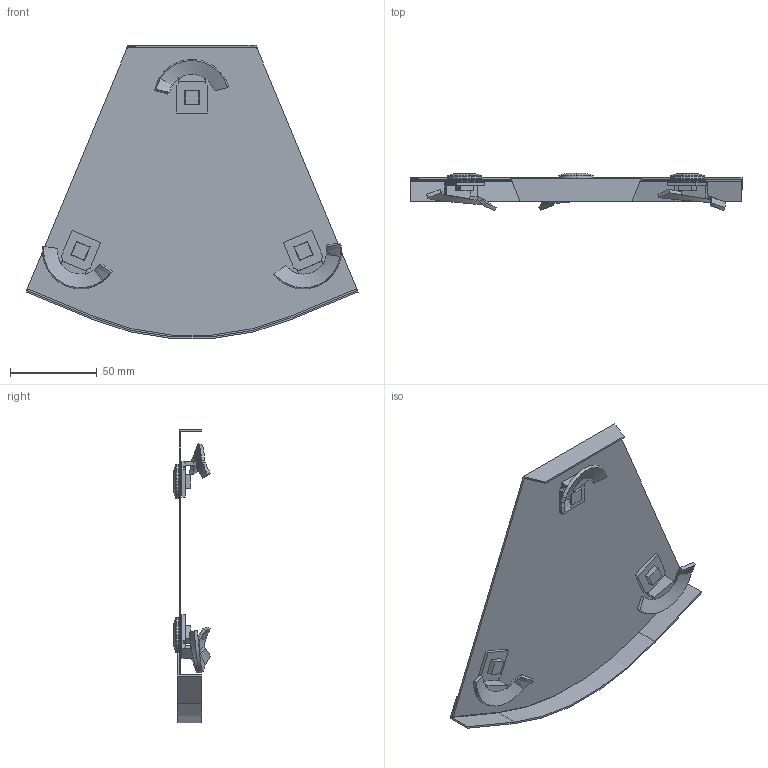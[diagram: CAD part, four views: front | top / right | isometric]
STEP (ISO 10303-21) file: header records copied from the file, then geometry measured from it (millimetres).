
FILE_DESCRIPTION (( 'STEP AP203' ), '1' );
FILE_NAME ('7131836.STEP', '2019-11-04T07:40:31', ( '' ), ( '' ), 'SwSTEP 2.0', 'SolidWorks 2018', '' );
FILE_SCHEMA (( 'CONFIG_CONTROL_DESIGN' ));
Length unit declared in the file: millimetre
Products named in the file (6): 099600_Standard; KTS 08.038-111_NB=150 d-16,5 f〉 Helix-Drehriegel; 120072_Standard; 7131836; KTS 08.038-115_R=150,5  A=41,5; 109905_quadratisch
Assembly tree (7 placements, depth 3):
  7131836
    KTS 08.038-111_NB=150 d-16,5 f〉 Helix-Drehriegel
    KTS 08.038-115_R=150,5  A=41,5
    120072_Standard  x3
      099600_Standard
      109905_quadratisch
Bounding box: 191.87 x 21.36 x 169.34 mm (x, y, z)
Volume: 36571.6 mm3; surface area: 65192.3 mm2
Topology: 8 solids, 8 shells, 250 faces, 696 edges, 465 vertices
Faces by surface type: plane 121, bspline 68, cone 33, cylinder 16, torus 12
Entity records: 5744 total; most frequent: CARTESIAN_POINT 2588, ORIENTED_EDGE 580, DIRECTION 415, EDGE_CURVE 290, VERTEX_POINT 195, AXIS2_PLACEMENT_3D 144, LINE 127, VECTOR 127
